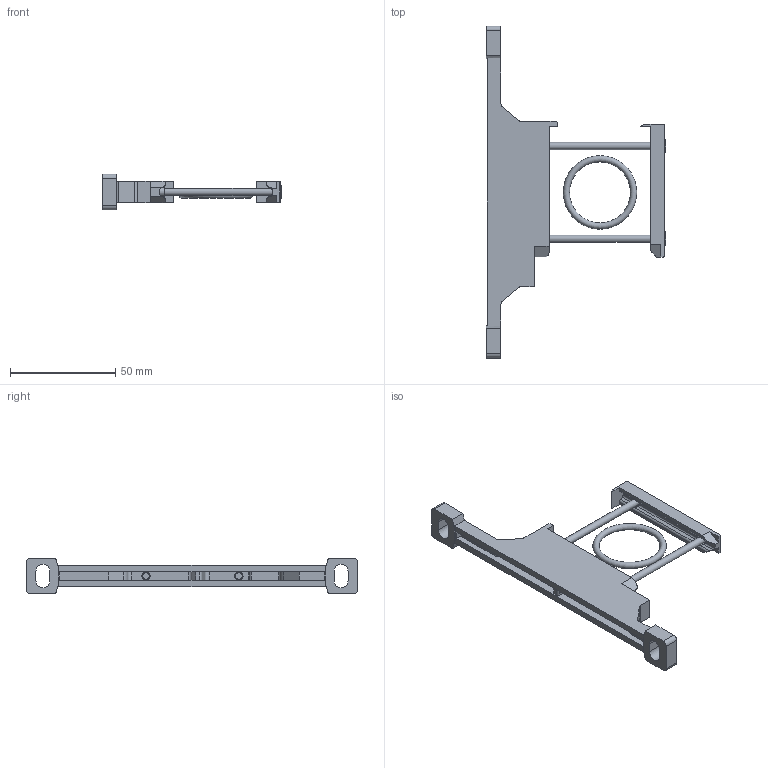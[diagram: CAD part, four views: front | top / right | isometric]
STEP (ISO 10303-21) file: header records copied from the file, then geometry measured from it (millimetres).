
FILE_DESCRIPTION(/* description */ ('STEP AP214'),/* implementation_level */ '2;1');
FILE_NAME(/* name */ '541544_MS6-WP-EX',/* time_stamp */ '2024-09-11T15:33:32+02:00',/* author */ ('License CC BY-ND 4.0'),/* organization */ ('CADENAS'),/* preprocessor_version */ 'ST-DEVELOPER v19.3',/* originating_system */ 'PARTsolutions',/* authorisation */ ' ');
FILE_SCHEMA (('AUTOMOTIVE_DESIGN {1 0 10303 214 3 1 1}'));
Length unit declared in the file: millimetre
Products named in the file (4): 541544 MS6-WP-EX; 8141593 MS6-MV1-EX---(0_p); 327382 B-29x3-N-NBR75; 532195 MS6-WP---(w)
Assembly tree (3 placements, depth 2):
  541544 MS6-WP-EX
    8141593 MS6-MV1-EX---(0_p)
    327382 B-29x3-N-NBR75
    532195 MS6-WP---(w)
Bounding box: 85.4 x 158 x 17 mm (x, y, z)
Volume: 26722.5 mm3; surface area: 18684.5 mm2
Topology: 3 solids, 3 shells, 169 faces, 455 edges, 297 vertices
Faces by surface type: plane 103, cylinder 55, cone 8, torus 3
Full cylindrical faces by diameter (mm): 3.242 x2, 3.4 x2, 4 x2, 4.6 x2, 7.6 x2, 7.8 x2
Entity records: 5836 total; most frequent: CARTESIAN_POINT 1009, DIRECTION 869, ORIENTED_EDGE 850, EDGE_CURVE 425, AXIS2_PLACEMENT_3D 301, VERTEX_POINT 291, LINE 267, VECTOR 267
